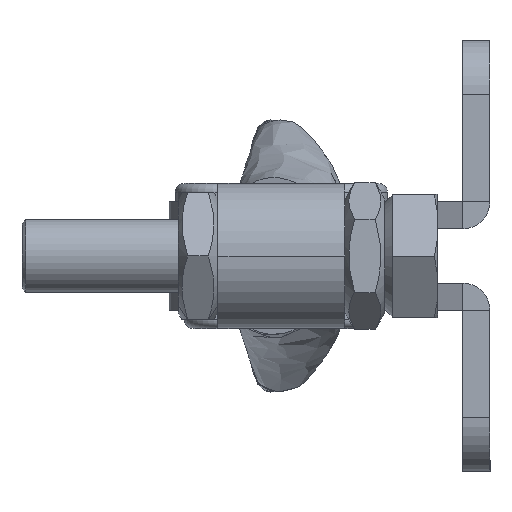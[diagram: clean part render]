
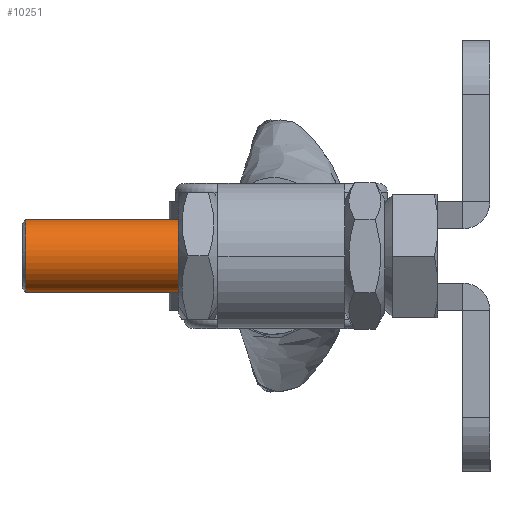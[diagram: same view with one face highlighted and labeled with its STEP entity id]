
A CAD part, left-side view. The second image highlights one B-rep face of the part: STEP entity #10251.
In plain terms, the highlighted cylindrical face has radius 2 mm (diameter 4 mm), a partial arc.
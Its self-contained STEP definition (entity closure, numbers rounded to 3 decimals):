
#779 = DIRECTION ( 'NONE',  ( -1., 0., 0. ) ) ;
#785 = CARTESIAN_POINT ( 'NONE',  ( 22.925, 0., -2. ) ) ;
#790 = CARTESIAN_POINT ( 'NONE',  ( 22.925, 0., 2. ) ) ;
#791 = DIRECTION ( 'NONE',  ( -1., 0., 0. ) ) ;
#812 = CARTESIAN_POINT ( 'NONE',  ( 2.925, 0., 0. ) ) ;
#813 = DIRECTION ( 'NONE',  ( 1., 0., 0. ) ) ;
#814 = DIRECTION ( 'NONE',  ( 0., 0., -1. ) ) ;
#910 = CARTESIAN_POINT ( 'NONE',  ( 22.725, 0., 0. ) ) ;
#911 = DIRECTION ( 'NONE',  ( -1., 0., 0. ) ) ;
#912 = DIRECTION ( 'NONE',  ( 0., 0., -1. ) ) ;
#2257 = VERTEX_POINT ( 'NONE', #17287 ) ;
#2259 = VERTEX_POINT ( 'NONE', #17288 ) ;
#2262 = VERTEX_POINT ( 'NONE', #17289 ) ;
#2266 = VERTEX_POINT ( 'NONE', #17291 ) ;
#3858 = ORIENTED_EDGE ( 'NONE', *, *, #8673, .F. ) ;
#3859 = ORIENTED_EDGE ( 'NONE', *, *, #8713, .T. ) ;
#3860 = ORIENTED_EDGE ( 'NONE', *, *, #8675, .T. ) ;
#3861 = ORIENTED_EDGE ( 'NONE', *, *, #8681, .T. ) ;
#8673 = EDGE_CURVE ( 'NONE', #2259, #2262, #15652, .T. ) ;
#8675 = EDGE_CURVE ( 'NONE', #2257, #2266, #15657, .T. ) ;
#8681 = EDGE_CURVE ( 'NONE', #2266, #2262, #15666, .T. ) ;
#8713 = EDGE_CURVE ( 'NONE', #2259, #2257, #15698, .T. ) ;
#10251 = ADVANCED_FACE ( 'NONE', ( #16219 ), #16225, .T. ) ;
#13927 = AXIS2_PLACEMENT_3D ( 'NONE', #812, #813, #814 ) ;
#13946 = AXIS2_PLACEMENT_3D ( 'NONE', #910, #911, #912 ) ;
#14523 = AXIS2_PLACEMENT_3D ( 'NONE', #14887, #14886, #14882 ) ;
#14882 = DIRECTION ( 'NONE',  ( 0., 0., 1. ) ) ;
#14886 = DIRECTION ( 'NONE',  ( -1., 0., 0. ) ) ;
#14887 = CARTESIAN_POINT ( 'NONE',  ( 22.925, 0., 0. ) ) ;
#15451 = EDGE_LOOP ( 'NONE', ( #3858, #3859, #3860, #3861 ) ) ;
#15652 = LINE ( 'NONE', #785, #15656 ) ;
#15656 = VECTOR ( 'NONE', #791, 1000. ) ;
#15657 = LINE ( 'NONE', #790, #15659 ) ;
#15659 = VECTOR ( 'NONE', #779, 1000. ) ;
#15666 = CIRCLE ( 'NONE', #13927, 2. ) ;
#15698 = CIRCLE ( 'NONE', #13946, 2. ) ;
#16219 = FACE_OUTER_BOUND ( 'NONE', #15451, .T. ) ;
#16225 = CYLINDRICAL_SURFACE ( 'NONE', #14523, 2. ) ;
#17287 = CARTESIAN_POINT ( 'NONE',  ( 22.725, 0., 2. ) ) ;
#17288 = CARTESIAN_POINT ( 'NONE',  ( 22.725, 0., -2. ) ) ;
#17289 = CARTESIAN_POINT ( 'NONE',  ( 2.925, 0., -2. ) ) ;
#17291 = CARTESIAN_POINT ( 'NONE',  ( 2.925, 0., 2. ) ) ;
